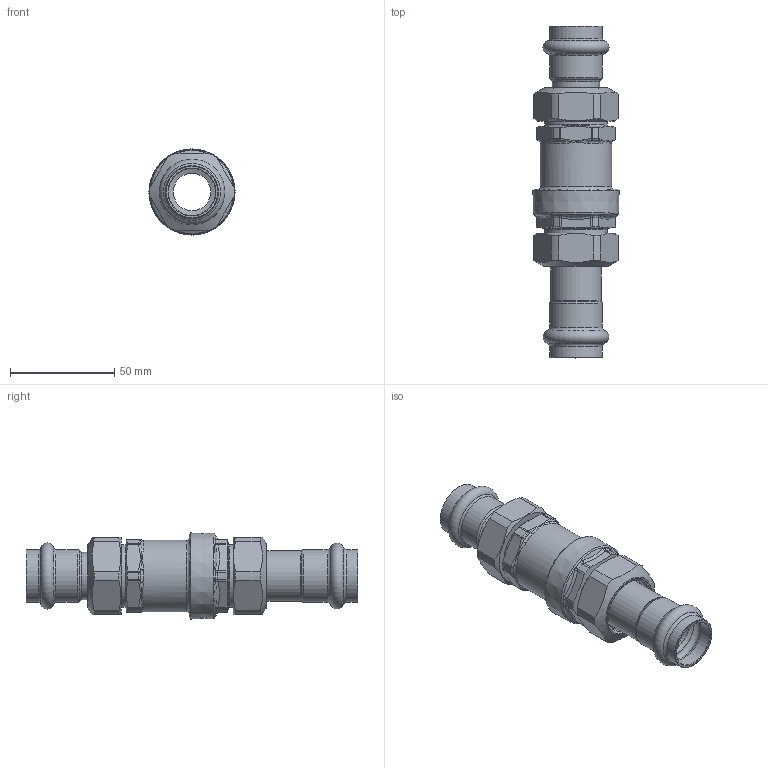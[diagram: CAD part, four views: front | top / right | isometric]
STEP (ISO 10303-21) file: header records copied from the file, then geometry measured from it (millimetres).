
FILE_DESCRIPTION(/* description */ (''),/* implementation_level */ '2;1');
FILE_NAME(/* name */ '127156AFC_Simplify_1.stp',/* time_stamp */ '2025-07-28T10:19:03-05:00',/* author */ ('ischreiner'),/* organization */ (''),/* preprocessor_version */ 'ST-DEVELOPER v20',/* originating_system */ 'Autodesk Inventor 2025',/* authorisation */ '');
FILE_SCHEMA (('AUTOMOTIVE_DESIGN { 1 0 10303 214 3 1 1 }'));
Length unit declared in the file: inch
Products named in the file (1): 127156AFC_Simplify_1
Bounding box: 41.38 x 159.38 x 41.38 mm (x, y, z)
Volume: 54647.1 mm3; surface area: 41678.5 mm2
Topology: 5 solids, 5 shells, 289 faces, 650 edges, 391 vertices
Faces by surface type: cylinder 72, torus 62, plane 55, cone 53, bspline 47
Full cylindrical faces by diameter (mm): 18.009 x1, 19.05 x1, 20.091 x2, 20.625 x1, 21 x2, 22.352 x2, 22.504 x2, 22.86 x1, 24.1 x2, 24.384 x1, 25 x2, 25.298 x2, 25.4 x2, 26.924 x2, 27.686 x2, 28.3 x2, 28.5 x1, 28.6 x1, 29.515 x1, 29.527 x1, 30 x4, 30.2 x1, 30.302 x2, 30.4 x1, 33.1 x2, 34.5 x1
Entity records: 11452 total; most frequent: CARTESIAN_POINT 4846, DIRECTION 1330, ORIENTED_EDGE 1300, EDGE_CURVE 650, AXIS2_PLACEMENT_3D 593, VERTEX_POINT 391, EDGE_LOOP 319, CIRCLE 302
